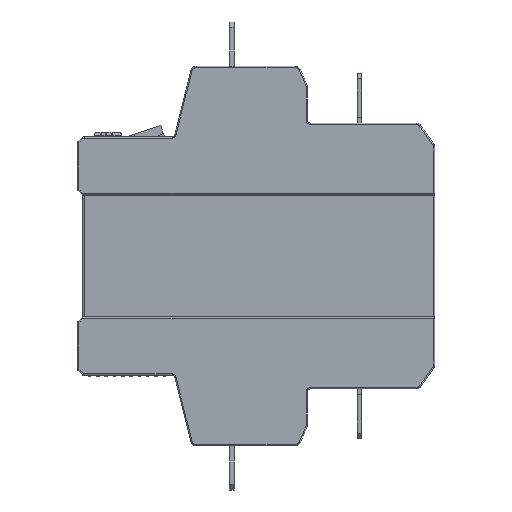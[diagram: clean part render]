
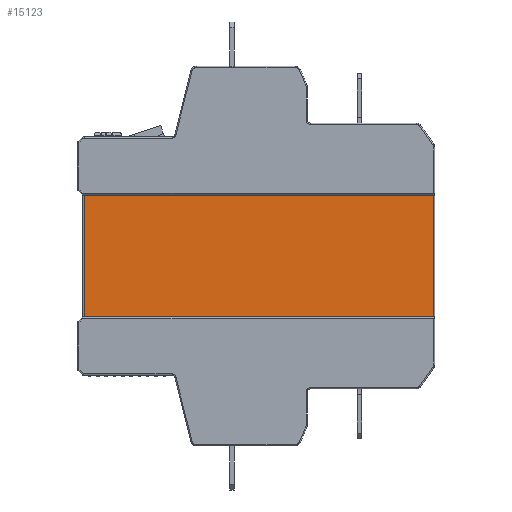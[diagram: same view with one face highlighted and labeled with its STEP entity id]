
A CAD part, left-side view. The second image highlights one B-rep face of the part: STEP entity #15123.
In plain terms, the highlighted planar face has unit normal (-1, 0, 0).
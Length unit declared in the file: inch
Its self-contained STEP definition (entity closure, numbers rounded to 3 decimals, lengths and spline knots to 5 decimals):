
#307 = CARTESIAN_POINT ( 'NONE',  ( 0.01181, 0., -1.7815 ) ) ;
#617 = CARTESIAN_POINT ( 'NONE',  ( 0.01181, 0., -1.34843 ) ) ;
#3417 = EDGE_CURVE ( 'NONE', #11794, #17186, #34301, .T. ) ;
#5982 = AXIS2_PLACEMENT_3D ( 'NONE', #617, #13952, #27271 ) ;
#6084 = VERTEX_POINT ( 'NONE', #17024 ) ;
#6983 = EDGE_CURVE ( 'NONE', #6084, #11794, #27922, .T. ) ;
#9617 = CARTESIAN_POINT ( 'NONE',  ( 0.01181, 0.00787, -1.7815 ) ) ;
#11794 = VERTEX_POINT ( 'NONE', #9617 ) ;
#13634 = DIRECTION ( 'NONE',  ( 0., 1., 0. ) ) ;
#13952 = DIRECTION ( 'NONE',  ( 1., 0., 0. ) ) ;
#14153 = VECTOR ( 'NONE', #13634, 39.37008 ) ;
#15123 = ADVANCED_FACE ( 'NONE', ( #17225 ), #30523, .F. ) ;
#17024 = CARTESIAN_POINT ( 'NONE',  ( 0.01181, 0.00787, -0.91535 ) ) ;
#17186 = VERTEX_POINT ( 'NONE', #31895 ) ;
#17225 = FACE_OUTER_BOUND ( 'NONE', #40088, .T. ) ;
#18556 = VERTEX_POINT ( 'NONE', #26752 ) ;
#20509 = VECTOR ( 'NONE', #35403, 39.37008 ) ;
#21810 = ORIENTED_EDGE ( 'NONE', *, *, #6983, .F. ) ;
#23984 = LINE ( 'NONE', #24791, #20509 ) ;
#24479 = EDGE_CURVE ( 'NONE', #17186, #18556, #41229, .T. ) ;
#24754 = CARTESIAN_POINT ( 'NONE',  ( 0.01181, 2.49213, -1.34843 ) ) ;
#24791 = CARTESIAN_POINT ( 'NONE',  ( 0.01181, 0., -0.91535 ) ) ;
#26180 = ORIENTED_EDGE ( 'NONE', *, *, #24479, .F. ) ;
#26752 = CARTESIAN_POINT ( 'NONE',  ( 0.01181, 2.49213, -0.91535 ) ) ;
#27271 = DIRECTION ( 'NONE',  ( 0., 0., -1. ) ) ;
#27523 = VECTOR ( 'NONE', #40511, 39.37008 ) ;
#27922 = LINE ( 'NONE', #34426, #27523 ) ;
#30523 = PLANE ( 'NONE',  #5982 ) ;
#31148 = ORIENTED_EDGE ( 'NONE', *, *, #3417, .F. ) ;
#31483 = EDGE_CURVE ( 'NONE', #18556, #6084, #23984, .T. ) ;
#31895 = CARTESIAN_POINT ( 'NONE',  ( 0.01181, 2.49213, -1.7815 ) ) ;
#34301 = LINE ( 'NONE', #307, #14153 ) ;
#34426 = CARTESIAN_POINT ( 'NONE',  ( 0.01181, 0.00787, -1.34843 ) ) ;
#35403 = DIRECTION ( 'NONE',  ( 0., -1., 0. ) ) ;
#40088 = EDGE_LOOP ( 'NONE', ( #26180, #31148, #21810, #42047 ) ) ;
#40511 = DIRECTION ( 'NONE',  ( 0., 0., -1. ) ) ;
#40801 = DIRECTION ( 'NONE',  ( 0., 0., 1. ) ) ;
#41229 = LINE ( 'NONE', #24754, #42676 ) ;
#42047 = ORIENTED_EDGE ( 'NONE', *, *, #31483, .F. ) ;
#42676 = VECTOR ( 'NONE', #40801, 39.37008 ) ;
